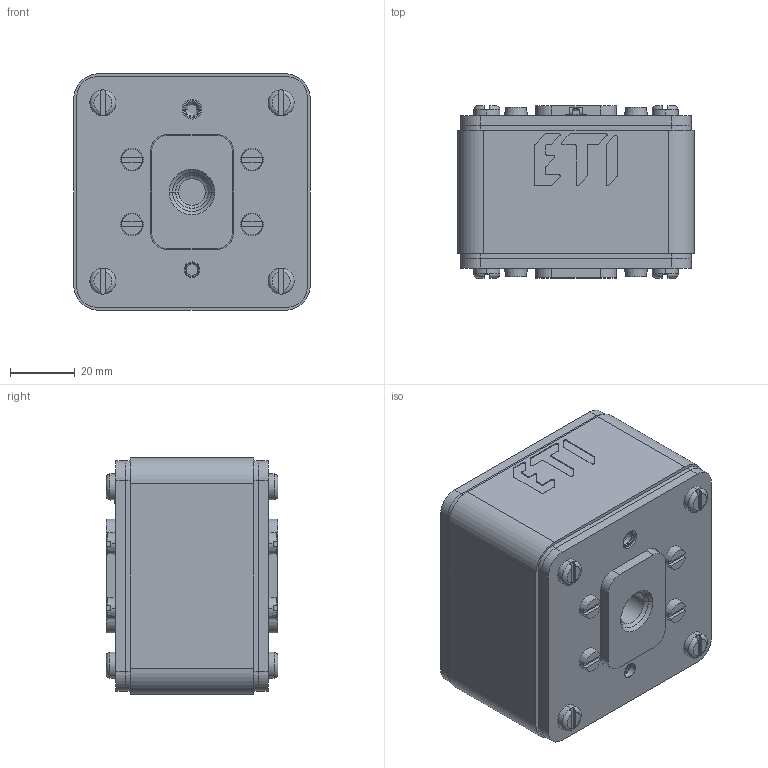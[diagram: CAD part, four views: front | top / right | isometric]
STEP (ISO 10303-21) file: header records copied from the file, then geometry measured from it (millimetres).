
FILE_DESCRIPTION((''),'2;1');
FILE_NAME('004375528_ASM','2021-11-19T',('said.beganovic'),('Audax d.o.o.'),'CREO PARAMETRIC BY PTC INC, 2017020','CREO PARAMETRIC BY PTC INC, 2017020','');
FILE_SCHEMA(('AUTOMOTIVE_DESIGN { 1 0 10303 214 1 1 1 1 }'));
Length unit declared in the file: millimetre
Products named in the file (10): 0000029788; 0000029777; 0000030688; 0000029773; 0000011586_AF1; 0000011580; 0000011599; 0000037876; 0000015360; 004375528_ASM
Assembly tree (28 placements, depth 2):
  004375528_ASM
    0000029788
    0000029777  x2
    0000030688  x2
    0000029773  x2
    0000011586_AF1
    0000011580  x2
    0000011599  x2
    0000037876  x8
    0000015360  x8
Bounding box: 73 x 53 x 73 mm (x, y, z)
Volume: 264376.2 mm3; surface area: 79675.2 mm2
Topology: 28 solids, 54 shells, 881 faces, 2104 edges, 1324 vertices
Faces by surface type: cylinder 373, plane 309, cone 116, torus 80, bspline 3
Entity records: 21417 total; most frequent: CARTESIAN_POINT 2527, DIRECTION 2356, ORIENTED_EDGE 1940, PRESENTATION_STYLE_ASSIGNMENT 1426, STYLED_ITEM 1375, CURVE_STYLE 998, EDGE_CURVE 998, AXIS2_PLACEMENT_3D 926
